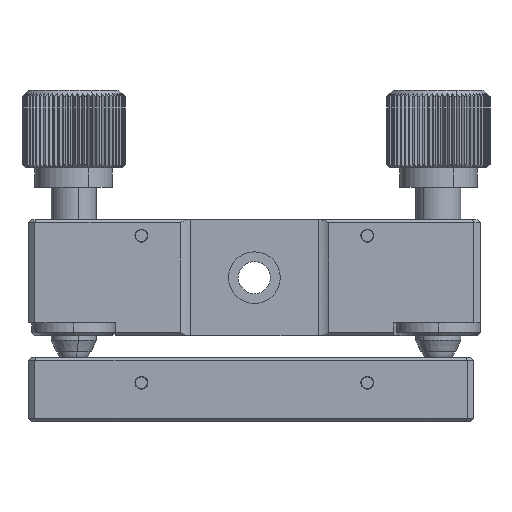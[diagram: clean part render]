
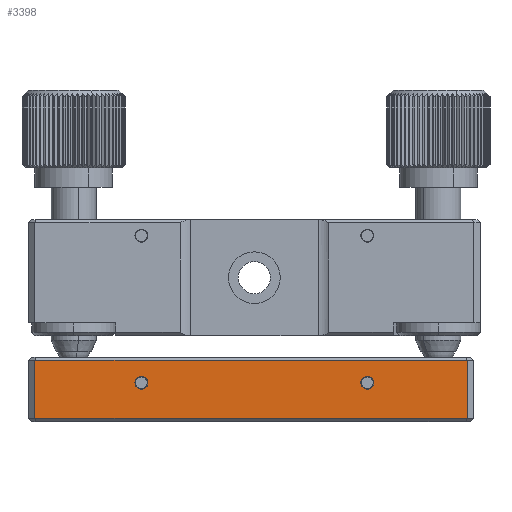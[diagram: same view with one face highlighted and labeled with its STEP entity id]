
A CAD part, left-side view. The second image highlights one B-rep face of the part: STEP entity #3398.
In plain terms, the highlighted planar face has unit normal (-1, 0, 0).
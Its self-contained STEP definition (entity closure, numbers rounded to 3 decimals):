
#549 = DIRECTION ( 'NONE',  ( 0., 0., 1. ) ) ;
#846 = EDGE_CURVE ( 'NONE', #14816, #18399, #4484, .T. ) ;
#1200 = CARTESIAN_POINT ( 'NONE',  ( -44.871, 38.892, 48.2 ) ) ;
#1451 = CARTESIAN_POINT ( 'NONE',  ( -44.871, -12.608, 52.7 ) ) ;
#1718 = VERTEX_POINT ( 'NONE', #30234 ) ;
#2057 = LINE ( 'NONE', #24779, #23581 ) ;
#3157 = CIRCLE ( 'NONE', #13001, 1. ) ;
#3173 = EDGE_CURVE ( 'NONE', #18399, #14816, #12214, .T. ) ;
#3398 = ADVANCED_FACE ( 'NONE', ( #26015, #15466, #11807 ), #22013, .F. ) ;
#3915 = ORIENTED_EDGE ( 'NONE', *, *, #15000, .T. ) ;
#4484 = CIRCLE ( 'NONE', #33682, 1. ) ;
#5684 = AXIS2_PLACEMENT_3D ( 'NONE', #15682, #16119, #549 ) ;
#6116 = CARTESIAN_POINT ( 'NONE',  ( -44.871, -28.108, 48.2 ) ) ;
#6353 = DIRECTION ( 'NONE',  ( 0., -1., 0. ) ) ;
#6484 = DIRECTION ( 'NONE',  ( 1., 0., 0. ) ) ;
#7819 = LINE ( 'NONE', #11775, #8210 ) ;
#7888 = EDGE_LOOP ( 'NONE', ( #20921, #30274 ) ) ;
#8210 = VECTOR ( 'NONE', #9069, 1000. ) ;
#8726 = DIRECTION ( 'NONE',  ( 0., 0., 1. ) ) ;
#8943 = ORIENTED_EDGE ( 'NONE', *, *, #18513, .T. ) ;
#9069 = DIRECTION ( 'NONE',  ( 0., 0., 1. ) ) ;
#9540 = CARTESIAN_POINT ( 'NONE',  ( -44.871, 22.392, 53.7 ) ) ;
#9550 = DIRECTION ( 'NONE',  ( 0., 0., -1. ) ) ;
#10285 = EDGE_CURVE ( 'NONE', #1718, #33501, #14415, .T. ) ;
#10860 = DIRECTION ( 'NONE',  ( -1., 0., 0. ) ) ;
#11004 = VECTOR ( 'NONE', #6353, 1000. ) ;
#11055 = ORIENTED_EDGE ( 'NONE', *, *, #10285, .T. ) ;
#11320 = CARTESIAN_POINT ( 'NONE',  ( -44.871, 22.392, 54.7 ) ) ;
#11329 = EDGE_LOOP ( 'NONE', ( #8943, #3915, #11055, #29417 ) ) ;
#11775 = CARTESIAN_POINT ( 'NONE',  ( -44.871, -28.108, 57.7 ) ) ;
#11807 = FACE_OUTER_BOUND ( 'NONE', #11329, .T. ) ;
#11987 = AXIS2_PLACEMENT_3D ( 'NONE', #20090, #6484, #9550 ) ;
#12165 = DIRECTION ( 'NONE',  ( -1., 0., 0. ) ) ;
#12214 = CIRCLE ( 'NONE', #5684, 1. ) ;
#13001 = AXIS2_PLACEMENT_3D ( 'NONE', #21414, #21642, #8726 ) ;
#13247 = CARTESIAN_POINT ( 'NONE',  ( -44.871, -12.608, 53.7 ) ) ;
#14082 = EDGE_CURVE ( 'NONE', #20131, #32596, #15484, .T. ) ;
#14415 = LINE ( 'NONE', #32554, #19660 ) ;
#14816 = VERTEX_POINT ( 'NONE', #33280 ) ;
#15000 = EDGE_CURVE ( 'NONE', #31372, #1718, #2057, .T. ) ;
#15466 = FACE_BOUND ( 'NONE', #7888, .T. ) ;
#15484 = CIRCLE ( 'NONE', #32668, 1. ) ;
#15682 = CARTESIAN_POINT ( 'NONE',  ( -44.871, 22.392, 53.7 ) ) ;
#16119 = DIRECTION ( 'NONE',  ( -1., 0., 0. ) ) ;
#18399 = VERTEX_POINT ( 'NONE', #11320 ) ;
#18418 = VERTEX_POINT ( 'NONE', #6116 ) ;
#18513 = EDGE_CURVE ( 'NONE', #18418, #31372, #7819, .T. ) ;
#18718 = LINE ( 'NONE', #21889, #11004 ) ;
#19284 = CARTESIAN_POINT ( 'NONE',  ( -44.871, -28.108, 57.2 ) ) ;
#19660 = VECTOR ( 'NONE', #27553, 1000. ) ;
#20090 = CARTESIAN_POINT ( 'NONE',  ( -44.871, -29.108, 57.7 ) ) ;
#20131 = VERTEX_POINT ( 'NONE', #23289 ) ;
#20921 = ORIENTED_EDGE ( 'NONE', *, *, #14082, .F. ) ;
#21414 = CARTESIAN_POINT ( 'NONE',  ( -44.871, -12.608, 53.7 ) ) ;
#21642 = DIRECTION ( 'NONE',  ( -1., 0., 0. ) ) ;
#21889 = CARTESIAN_POINT ( 'NONE',  ( -44.871, -28.108, 48.2 ) ) ;
#22013 = PLANE ( 'NONE',  #11987 ) ;
#23289 = CARTESIAN_POINT ( 'NONE',  ( -44.871, -12.608, 54.7 ) ) ;
#23581 = VECTOR ( 'NONE', #27505, 1000. ) ;
#24421 = ORIENTED_EDGE ( 'NONE', *, *, #846, .F. ) ;
#24779 = CARTESIAN_POINT ( 'NONE',  ( -44.871, -29.108, 57.2 ) ) ;
#26015 = FACE_BOUND ( 'NONE', #33648, .T. ) ;
#26526 = EDGE_CURVE ( 'NONE', #33501, #18418, #18718, .T. ) ;
#27505 = DIRECTION ( 'NONE',  ( 0., 1., 0. ) ) ;
#27553 = DIRECTION ( 'NONE',  ( 0., 0., -1. ) ) ;
#28651 = ORIENTED_EDGE ( 'NONE', *, *, #3173, .F. ) ;
#29417 = ORIENTED_EDGE ( 'NONE', *, *, #26526, .T. ) ;
#30234 = CARTESIAN_POINT ( 'NONE',  ( -44.871, 38.892, 57.2 ) ) ;
#30274 = ORIENTED_EDGE ( 'NONE', *, *, #32967, .F. ) ;
#30311 = DIRECTION ( 'NONE',  ( 0., 0., 1. ) ) ;
#31372 = VERTEX_POINT ( 'NONE', #19284 ) ;
#31634 = DIRECTION ( 'NONE',  ( 0., 0., 1. ) ) ;
#32554 = CARTESIAN_POINT ( 'NONE',  ( -44.871, 38.892, 57.7 ) ) ;
#32596 = VERTEX_POINT ( 'NONE', #1451 ) ;
#32668 = AXIS2_PLACEMENT_3D ( 'NONE', #13247, #10860, #31634 ) ;
#32967 = EDGE_CURVE ( 'NONE', #32596, #20131, #3157, .T. ) ;
#33280 = CARTESIAN_POINT ( 'NONE',  ( -44.871, 22.392, 52.7 ) ) ;
#33501 = VERTEX_POINT ( 'NONE', #1200 ) ;
#33648 = EDGE_LOOP ( 'NONE', ( #28651, #24421 ) ) ;
#33682 = AXIS2_PLACEMENT_3D ( 'NONE', #9540, #12165, #30311 ) ;
